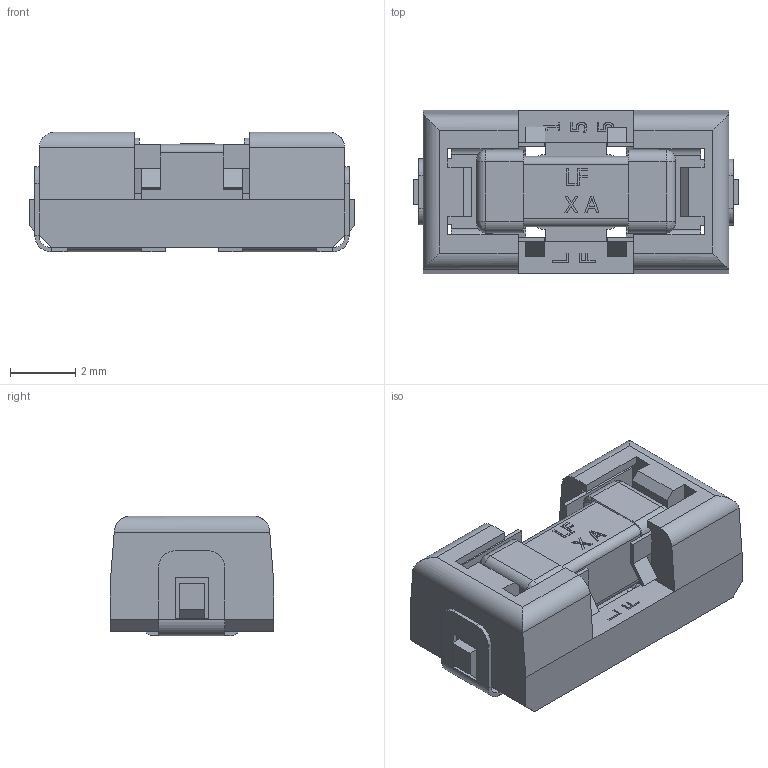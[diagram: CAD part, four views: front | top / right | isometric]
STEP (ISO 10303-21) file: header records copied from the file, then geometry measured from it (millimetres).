
FILE_DESCRIPTION(/* description */ (''),/* implementation_level */ '2;1');
FILE_NAME(/* name */ 'Omni Block Assembly with Fuse.stp',/* time_stamp */ '2018-05-21T16:46:31+08:00',/* author */ ('eaberin'),/* organization */ (''),/* preprocessor_version */ 'ST-DEVELOPER v16.5',/* originating_system */ 'Autodesk Inventor 2017',/* authorisation */ '');
FILE_SCHEMA (('AUTOMOTIVE_DESIGN { 1 0 10303 214 3 1 1 }'));
Products named in the file (6): Omni Block Assembly with Fuse; Omni Block; Omni Clip; NANO Fuse Assembly; Square NANO Ceramic Body; NANO Cap -(910-252)
Assembly tree (7 placements, depth 3):
  Omni Block Assembly with Fuse
    Omni Block
    Omni Clip  x2
    NANO Fuse Assembly
      Square NANO Ceramic Body
      NANO Cap -(910-252)  x2
Bounding box: 9.98 x 5.03 x 3.69 mm (x, y, z)
Volume: 111 mm3; surface area: 502.6 mm2
Topology: 6 solids, 6 shells, 423 faces, 1095 edges, 684 vertices
Faces by surface type: plane 291, cylinder 71, bspline 43, cone 10, torus 8
Full cylindrical faces by diameter (mm): 1.27 x1
Entity records: 10195 total; most frequent: CARTESIAN_POINT 2205, ORIENTED_EDGE 1684, DIRECTION 1490, EDGE_CURVE 842, LINE 692, VECTOR 692, VERTEX_POINT 538, AXIS2_PLACEMENT_3D 399
